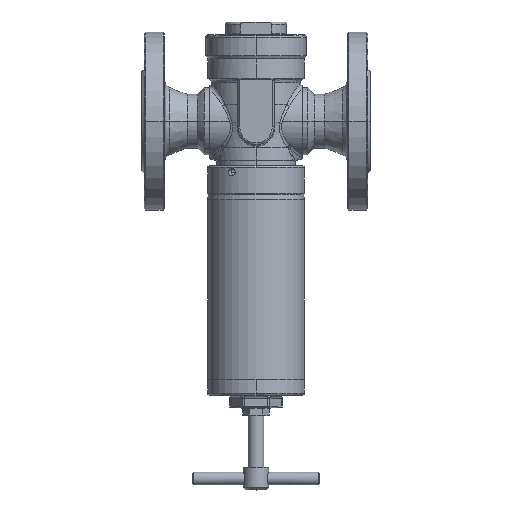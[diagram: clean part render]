
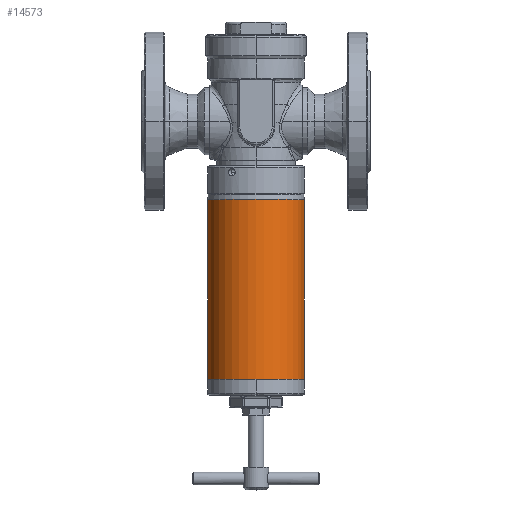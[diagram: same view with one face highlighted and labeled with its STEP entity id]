
A CAD part, top view. The second image highlights one B-rep face of the part: STEP entity #14573.
In plain terms, the highlighted cylindrical face has radius 38 mm (diameter 76 mm), a partial arc.
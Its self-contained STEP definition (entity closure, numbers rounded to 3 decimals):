
#11 = VECTOR ( 'NONE', #11751, 1000. ) ;
#114 = DIRECTION ( 'NONE',  ( 0., 1., 0. ) ) ;
#132 = VECTOR ( 'NONE', #114, 1000. ) ;
#808 = LINE ( 'NONE', #13462, #11 ) ;
#1211 = EDGE_CURVE ( 'NONE', #7738, #15379, #3078, .T. ) ;
#2343 = VERTEX_POINT ( 'NONE', #3931 ) ;
#2353 = AXIS2_PLACEMENT_3D ( 'NONE', #7936, #4260, #12856 ) ;
#3078 = LINE ( 'NONE', #10371, #132 ) ;
#3931 = CARTESIAN_POINT ( 'NONE',  ( -38., -203., 0. ) ) ;
#4260 = DIRECTION ( 'NONE',  ( 0., -1., 0. ) ) ;
#4981 = ORIENTED_EDGE ( 'NONE', *, *, #17622, .T. ) ;
#5583 = ORIENTED_EDGE ( 'NONE', *, *, #6355, .F. ) ;
#6355 = EDGE_CURVE ( 'NONE', #2343, #13363, #808, .T. ) ;
#6526 = CARTESIAN_POINT ( 'NONE',  ( 0., -204.5, 0. ) ) ;
#6958 = EDGE_CURVE ( 'NONE', #15379, #13363, #17171, .T. ) ;
#7032 = CYLINDRICAL_SURFACE ( 'NONE', #13977, 38. ) ;
#7738 = VERTEX_POINT ( 'NONE', #18518 ) ;
#7936 = CARTESIAN_POINT ( 'NONE',  ( 0., -61.6, 0. ) ) ;
#8167 = DIRECTION ( 'NONE',  ( -1., 0., 0. ) ) ;
#9788 = ORIENTED_EDGE ( 'NONE', *, *, #1211, .T. ) ;
#9982 = CIRCLE ( 'NONE', #12865, 38. ) ;
#10027 = CARTESIAN_POINT ( 'NONE',  ( 38., -61.6, 0. ) ) ;
#10371 = CARTESIAN_POINT ( 'NONE',  ( 38., -204.5, 0. ) ) ;
#11313 = CARTESIAN_POINT ( 'NONE',  ( -38., -61.6, 0. ) ) ;
#11751 = DIRECTION ( 'NONE',  ( 0., 1., 0. ) ) ;
#12373 = ORIENTED_EDGE ( 'NONE', *, *, #6958, .T. ) ;
#12856 = DIRECTION ( 'NONE',  ( -1., 0., 0. ) ) ;
#12865 = AXIS2_PLACEMENT_3D ( 'NONE', #15248, #21991, #20453 ) ;
#13363 = VERTEX_POINT ( 'NONE', #11313 ) ;
#13462 = CARTESIAN_POINT ( 'NONE',  ( -38., -204.5, 0. ) ) ;
#13977 = AXIS2_PLACEMENT_3D ( 'NONE', #6526, #18471, #8167 ) ;
#14573 = ADVANCED_FACE ( 'NONE', ( #21799 ), #7032, .T. ) ;
#15248 = CARTESIAN_POINT ( 'NONE',  ( 0., -203., 0. ) ) ;
#15379 = VERTEX_POINT ( 'NONE', #10027 ) ;
#17171 = CIRCLE ( 'NONE', #2353, 38. ) ;
#17622 = EDGE_CURVE ( 'NONE', #2343, #7738, #9982, .T. ) ;
#18471 = DIRECTION ( 'NONE',  ( 0., 1., 0. ) ) ;
#18518 = CARTESIAN_POINT ( 'NONE',  ( 38., -203., 0. ) ) ;
#20453 = DIRECTION ( 'NONE',  ( -1., 0., 0. ) ) ;
#20736 = EDGE_LOOP ( 'NONE', ( #4981, #9788, #12373, #5583 ) ) ;
#21799 = FACE_OUTER_BOUND ( 'NONE', #20736, .T. ) ;
#21991 = DIRECTION ( 'NONE',  ( 0., 1., 0. ) ) ;
